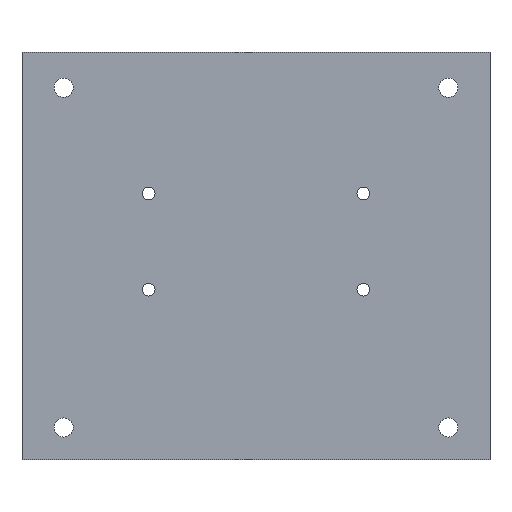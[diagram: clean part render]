
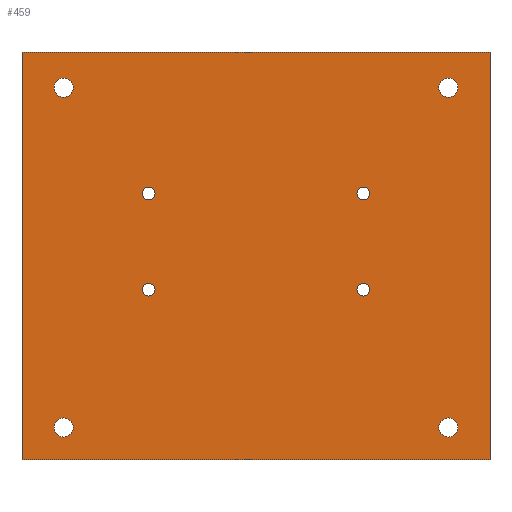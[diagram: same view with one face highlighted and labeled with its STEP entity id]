
A CAD part, top view. The second image highlights one B-rep face of the part: STEP entity #459.
In plain terms, the highlighted planar face has unit normal (0, 0, 1).
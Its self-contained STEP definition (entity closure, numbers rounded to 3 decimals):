
#42 = VERTEX_POINT('',#43);
#43 = CARTESIAN_POINT('',(156.5,-127.5,1.51));
#49 = EDGE_CURVE('',#42,#50,#52,.T.);
#50 = VERTEX_POINT('',#51);
#51 = CARTESIAN_POINT('',(83.5,-127.5,1.51));
#52 = LINE('',#53,#54);
#53 = CARTESIAN_POINT('',(156.5,-127.5,1.51));
#54 = VECTOR('',#55,1.);
#55 = DIRECTION('',(-1.,0.,0.));
#80 = EDGE_CURVE('',#50,#81,#83,.T.);
#81 = VERTEX_POINT('',#82);
#82 = CARTESIAN_POINT('',(83.5,-64.,1.51));
#83 = LINE('',#84,#85);
#84 = CARTESIAN_POINT('',(83.5,-127.5,1.51));
#85 = VECTOR('',#86,1.);
#86 = DIRECTION('',(0.,1.,0.));
#111 = EDGE_CURVE('',#81,#112,#114,.T.);
#112 = VERTEX_POINT('',#113);
#113 = CARTESIAN_POINT('',(156.5,-64.,1.51));
#114 = LINE('',#115,#116);
#115 = CARTESIAN_POINT('',(83.5,-64.,1.51));
#116 = VECTOR('',#117,1.);
#117 = DIRECTION('',(1.,0.,0.));
#142 = EDGE_CURVE('',#112,#42,#143,.T.);
#143 = LINE('',#144,#145);
#144 = CARTESIAN_POINT('',(156.5,-64.,1.51));
#145 = VECTOR('',#146,1.);
#146 = DIRECTION('',(0.,-1.,0.));
#166 = VERTEX_POINT('',#167);
#167 = CARTESIAN_POINT('',(91.5,-122.5,1.51));
#173 = EDGE_CURVE('',#166,#166,#174,.T.);
#174 = CIRCLE('',#175,1.5);
#175 = AXIS2_PLACEMENT_3D('',#176,#177,#178);
#176 = CARTESIAN_POINT('',(90.,-122.5,1.51));
#177 = DIRECTION('',(0.,0.,1.));
#178 = DIRECTION('',(1.,0.,-0.));
#199 = VERTEX_POINT('',#200);
#200 = CARTESIAN_POINT('',(151.5,-122.5,1.51));
#206 = EDGE_CURVE('',#199,#199,#207,.T.);
#207 = CIRCLE('',#208,1.5);
#208 = AXIS2_PLACEMENT_3D('',#209,#210,#211);
#209 = CARTESIAN_POINT('',(150.,-122.5,1.51));
#210 = DIRECTION('',(0.,0.,1.));
#211 = DIRECTION('',(1.,0.,-0.));
#232 = VERTEX_POINT('',#233);
#233 = CARTESIAN_POINT('',(104.25,-101.,1.51));
#239 = EDGE_CURVE('',#232,#232,#240,.T.);
#240 = CIRCLE('',#241,1.);
#241 = AXIS2_PLACEMENT_3D('',#242,#243,#244);
#242 = CARTESIAN_POINT('',(103.25,-101.,1.51));
#243 = DIRECTION('',(0.,0.,1.));
#244 = DIRECTION('',(1.,0.,-0.));
#265 = VERTEX_POINT('',#266);
#266 = CARTESIAN_POINT('',(137.75,-101.,1.51));
#272 = EDGE_CURVE('',#265,#265,#273,.T.);
#273 = CIRCLE('',#274,1.);
#274 = AXIS2_PLACEMENT_3D('',#275,#276,#277);
#275 = CARTESIAN_POINT('',(136.75,-101.,1.51));
#276 = DIRECTION('',(0.,0.,1.));
#277 = DIRECTION('',(1.,0.,-0.));
#298 = VERTEX_POINT('',#299);
#299 = CARTESIAN_POINT('',(104.25,-86.,1.51));
#305 = EDGE_CURVE('',#298,#298,#306,.T.);
#306 = CIRCLE('',#307,1.);
#307 = AXIS2_PLACEMENT_3D('',#308,#309,#310);
#308 = CARTESIAN_POINT('',(103.25,-86.,1.51));
#309 = DIRECTION('',(0.,0.,1.));
#310 = DIRECTION('',(1.,0.,-0.));
#331 = VERTEX_POINT('',#332);
#332 = CARTESIAN_POINT('',(137.75,-86.,1.51));
#338 = EDGE_CURVE('',#331,#331,#339,.T.);
#339 = CIRCLE('',#340,1.);
#340 = AXIS2_PLACEMENT_3D('',#341,#342,#343);
#341 = CARTESIAN_POINT('',(136.75,-86.,1.51));
#342 = DIRECTION('',(0.,0.,1.));
#343 = DIRECTION('',(1.,0.,-0.));
#364 = VERTEX_POINT('',#365);
#365 = CARTESIAN_POINT('',(91.5,-69.5,1.51));
#371 = EDGE_CURVE('',#364,#364,#372,.T.);
#372 = CIRCLE('',#373,1.5);
#373 = AXIS2_PLACEMENT_3D('',#374,#375,#376);
#374 = CARTESIAN_POINT('',(90.,-69.5,1.51));
#375 = DIRECTION('',(0.,0.,1.));
#376 = DIRECTION('',(1.,0.,-0.));
#397 = VERTEX_POINT('',#398);
#398 = CARTESIAN_POINT('',(151.5,-69.5,1.51));
#404 = EDGE_CURVE('',#397,#397,#405,.T.);
#405 = CIRCLE('',#406,1.5);
#406 = AXIS2_PLACEMENT_3D('',#407,#408,#409);
#407 = CARTESIAN_POINT('',(150.,-69.5,1.51));
#408 = DIRECTION('',(0.,0.,1.));
#409 = DIRECTION('',(1.,0.,-0.));
#459 = ADVANCED_FACE('',(#460,#466,#469,#472,#475,#478,#481,#484,#487),
  #490,.T.);
#460 = FACE_BOUND('',#461,.F.);
#461 = EDGE_LOOP('',(#462,#463,#464,#465));
#462 = ORIENTED_EDGE('',*,*,#49,.T.);
#463 = ORIENTED_EDGE('',*,*,#80,.T.);
#464 = ORIENTED_EDGE('',*,*,#111,.T.);
#465 = ORIENTED_EDGE('',*,*,#142,.T.);
#466 = FACE_BOUND('',#467,.F.);
#467 = EDGE_LOOP('',(#468));
#468 = ORIENTED_EDGE('',*,*,#173,.T.);
#469 = FACE_BOUND('',#470,.F.);
#470 = EDGE_LOOP('',(#471));
#471 = ORIENTED_EDGE('',*,*,#206,.T.);
#472 = FACE_BOUND('',#473,.F.);
#473 = EDGE_LOOP('',(#474));
#474 = ORIENTED_EDGE('',*,*,#239,.T.);
#475 = FACE_BOUND('',#476,.F.);
#476 = EDGE_LOOP('',(#477));
#477 = ORIENTED_EDGE('',*,*,#272,.T.);
#478 = FACE_BOUND('',#479,.F.);
#479 = EDGE_LOOP('',(#480));
#480 = ORIENTED_EDGE('',*,*,#305,.T.);
#481 = FACE_BOUND('',#482,.F.);
#482 = EDGE_LOOP('',(#483));
#483 = ORIENTED_EDGE('',*,*,#338,.T.);
#484 = FACE_BOUND('',#485,.F.);
#485 = EDGE_LOOP('',(#486));
#486 = ORIENTED_EDGE('',*,*,#371,.T.);
#487 = FACE_BOUND('',#488,.F.);
#488 = EDGE_LOOP('',(#489));
#489 = ORIENTED_EDGE('',*,*,#404,.T.);
#490 = PLANE('',#491);
#491 = AXIS2_PLACEMENT_3D('',#492,#493,#494);
#492 = CARTESIAN_POINT('',(0.,0.,1.51));
#493 = DIRECTION('',(0.,0.,1.));
#494 = DIRECTION('',(1.,0.,-0.));
